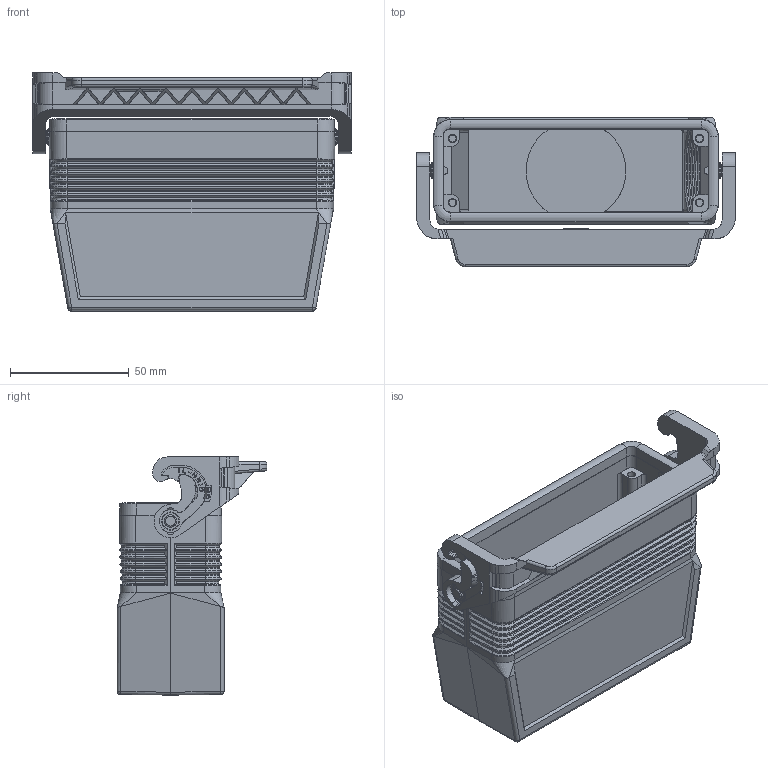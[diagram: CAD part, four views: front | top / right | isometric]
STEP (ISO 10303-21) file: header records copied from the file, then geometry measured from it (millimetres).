
FILE_DESCRIPTION(('Creo Elements/Direct Modeling STEP Export'),'2;1');
FILE_NAME('37jbk2e5ph5jd6q3060','2023-03-02T11:13:41',(''),(''),'Creo Elements/Direct Modeling STEP processor for AP214 (Solid Model)','Creo Elements/Direct Modeling 20.1B 02-Apr-2019 (C) Parametric Technology GmbH','');
FILE_SCHEMA(('AUTOMOTIVE_DESIGN { 1 0 10303 214 1 1 1 1 }'));
Products named in the file (2): MLFO 24 LG40
Assembly tree (1 placements, depth 2):
  MLFO 24 LG40
    MLFO 24 LG40
Bounding box: 134 x 63 x 100.25 mm (x, y, z)
Volume: 126207.2 mm3; surface area: 71601.4 mm2
Topology: 1 solids, 1 shells, 1429 faces, 3706 edges, 2322 vertices
Faces by surface type: plane 802, cylinder 366, cone 125, torus 90, bspline 42, sphere 4
Entity records: 60542 total; most frequent: CARTESIAN_POINT 15020, ORIENTED_EDGE 7396, DIRECTION 6708, EDGE_CURVE 3698, VECTOR 2396, LINE 2396, VERTEX_POINT 2322, AXIS2_PLACEMENT_3D 2156
